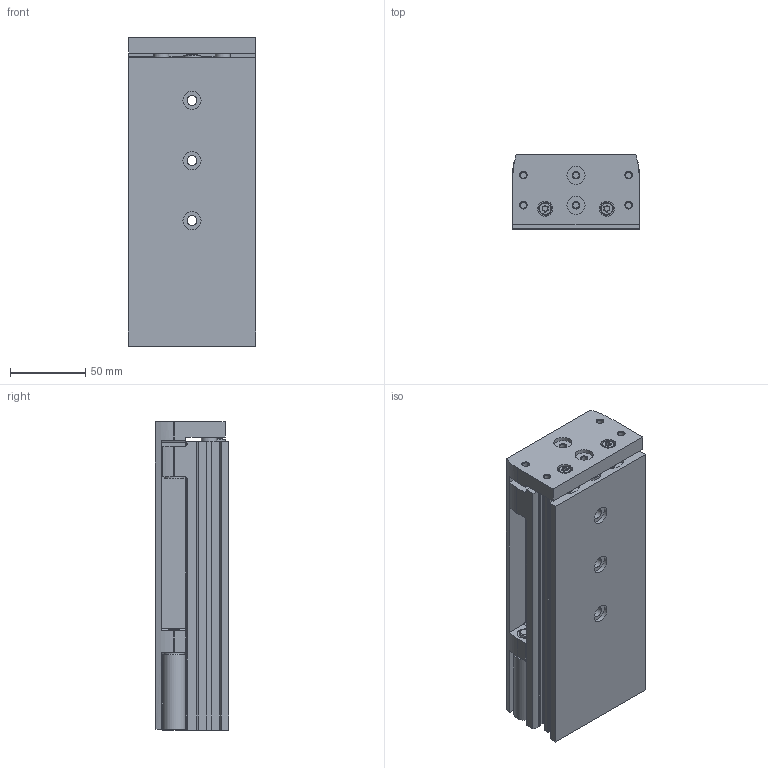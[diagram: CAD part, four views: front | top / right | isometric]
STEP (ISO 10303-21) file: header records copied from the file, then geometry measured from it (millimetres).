
FILE_DESCRIPTION(/* description */ ('STEP AP214'),/* implementation_level */ '2;1');
FILE_NAME(/* name */ '8085145_DGST-20-100-PA',/* time_stamp */ '2024-08-16T06:49:22+02:00',/* author */ ('License CC BY-ND 4.0'),/* organization */ ('CADENAS'),/* preprocessor_version */ 'ST-DEVELOPER v19.3',/* originating_system */ 'PARTsolutions',/* authorisation */ ' ');
FILE_SCHEMA (('AUTOMOTIVE_DESIGN {1 0 10303 214 3 1 1}'));
Length unit declared in the file: millimetre
Products named in the file (5): 8085145 DGST-20-100-PA---(0-high); 8073896 DGST-20-100---P---(mechanical-high)h; 8073896 DGST-20-100---(mechanical-high)s; 8074428 DYEF-G8-M12x1; 699441 DGSL-16-P
Assembly tree (6 placements, depth 2):
  8085145 DGST-20-100-PA---(0-high)
    8073896 DGST-20-100---P---(mechanical-high)h
    8073896 DGST-20-100---(mechanical-high)s
    8074428 DYEF-G8-M12x1  x2
    699441 DGSL-16-P  x2
Bounding box: 85 x 49 x 205.1 mm (x, y, z)
Volume: 654151.3 mm3; surface area: 163569.5 mm2
Topology: 6 solids, 6 shells, 774 faces, 1857 edges, 1206 vertices
Faces by surface type: cylinder 373, plane 325, cone 53, torus 23
Full cylindrical faces by diameter (mm): 4 x2, 4.134 x14, 5.5 x12, 5.6 x4, 5.98 x1, 6.5 x12, 6.647 x3, 8 x4, 8.5 x2, 8.566 x2, 9 x1, 10 x6, 10.1 x2, 10.917 x4, 11 x10, 11.5 x1, 12 x9, 12.1 x2, 13 x2, 13.5 x2, 15 x2, 20 x6
Entity records: 22932 total; most frequent: DIRECTION 3882, CARTESIAN_POINT 3519, ORIENTED_EDGE 3214, EDGE_CURVE 1607, AXIS2_PLACEMENT_3D 1545, VERTEX_POINT 1148, FACE_BOUND 1011, EDGE_LOOP 1010
